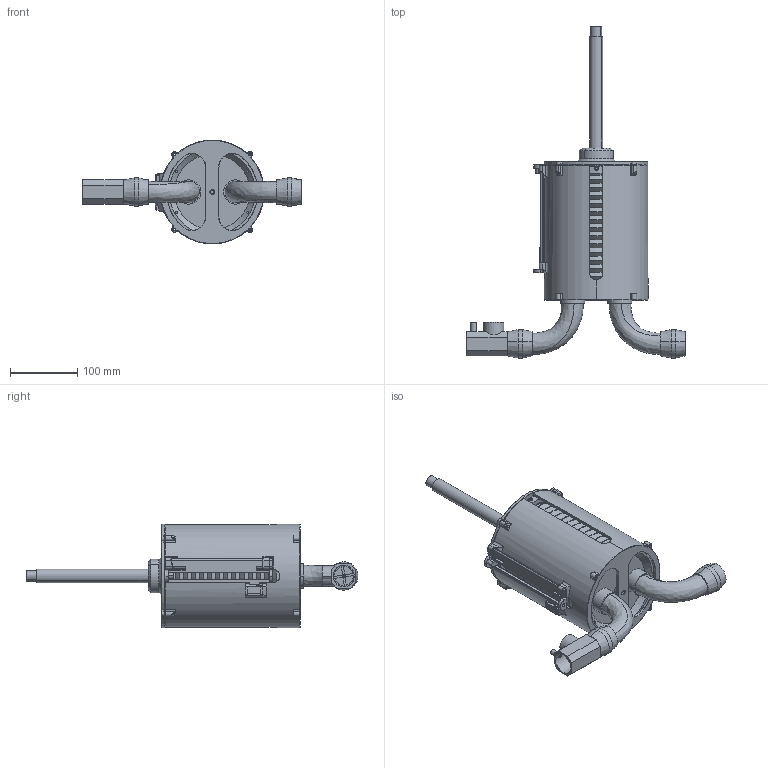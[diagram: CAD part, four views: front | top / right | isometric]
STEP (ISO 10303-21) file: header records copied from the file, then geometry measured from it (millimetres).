
FILE_DESCRIPTION (( 'STEP AP214' ), '1' );
FILE_NAME ('respi.STEP', '2020-03-20T19:39:39', ( '' ), ( '' ), 'SwSTEP 2.0', 'SolidWorks 2018', '' );
FILE_SCHEMA (( 'AUTOMOTIVE_DESIGN' ));
Length unit declared in the file: millimetre
Products named in the file (14): cylinder; tlok miecha; rurka 90; platek zaworu; zawor jednokierunkowy klapkowy 1; suwak; tlok miecha wpusty; miech; tuleja pokrywa; tuleja; trojnik zbiornik cisnienia; respi; tlok; endstop
Assembly tree (16 placements, depth 2):
  respi
    miech
    tuleja
    tlok miecha
    tuleja pokrywa
    tlok miecha wpusty
    suwak
    zawor jednokierunkowy klapkowy 1  x2
    trojnik zbiornik cisnienia
    platek zaworu  x2
    rurka 90  x2
    cylinder
    tlok
    endstop
Bounding box: 324 x 492.3 x 154 mm (x, y, z)
Volume: 919044.9 mm3; surface area: 655030.4 mm2
Topology: 18 solids, 18 shells, 794 faces, 1962 edges, 1200 vertices
Faces by surface type: cylinder 287, cone 258, plane 200, bspline 39, torus 10
Entity records: 36864 total; most frequent: CARTESIAN_POINT 19013, DIRECTION 3628, ORIENTED_EDGE 3596, EDGE_CURVE 1798, AXIS2_PLACEMENT_3D 1412, VERTEX_POINT 1102, EDGE_LOOP 830, LINE 804
